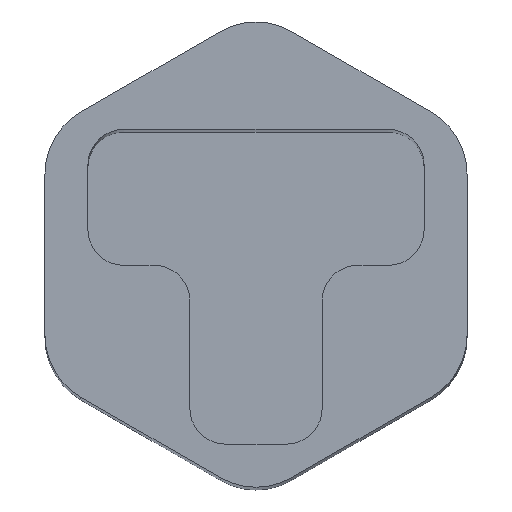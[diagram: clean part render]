
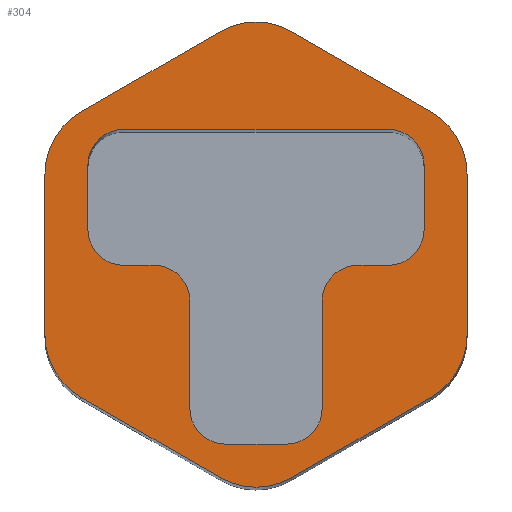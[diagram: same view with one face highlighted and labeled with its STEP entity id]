
A CAD part, top view. The second image highlights one B-rep face of the part: STEP entity #304.
In plain terms, the highlighted planar face has unit normal (0, 0, 1).
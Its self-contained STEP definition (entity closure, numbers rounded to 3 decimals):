
#39=AXIS2_PLACEMENT_3D('Circle Axis2P3D',#37,#38,$) ;
#83=AXIS2_PLACEMENT_3D('Plane Axis2P3D',#80,#81,#82) ;
#94=AXIS2_PLACEMENT_3D('Circle Axis2P3D',#92,#93,$) ;
#108=AXIS2_PLACEMENT_3D('Circle Axis2P3D',#106,#107,$) ;
#122=AXIS2_PLACEMENT_3D('Circle Axis2P3D',#120,#121,$) ;
#136=AXIS2_PLACEMENT_3D('Circle Axis2P3D',#134,#135,$) ;
#150=AXIS2_PLACEMENT_3D('Circle Axis2P3D',#148,#149,$) ;
#176=AXIS2_PLACEMENT_3D('Circle Axis2P3D',#174,#175,$) ;
#192=AXIS2_PLACEMENT_3D('Circle Axis2P3D',#190,#191,$) ;
#206=AXIS2_PLACEMENT_3D('Circle Axis2P3D',#204,#205,$) ;
#220=AXIS2_PLACEMENT_3D('Circle Axis2P3D',#218,#219,$) ;
#234=AXIS2_PLACEMENT_3D('Circle Axis2P3D',#232,#233,$) ;
#248=AXIS2_PLACEMENT_3D('Circle Axis2P3D',#246,#247,$) ;
#262=AXIS2_PLACEMENT_3D('Circle Axis2P3D',#260,#261,$) ;
#276=AXIS2_PLACEMENT_3D('Circle Axis2P3D',#274,#275,$) ;
#37=CARTESIAN_POINT('Axis2P3D Location',(2.95,5.503,28.5)) ;
#41=CARTESIAN_POINT('Vertex',(2.45,6.369,28.5)) ;
#43=CARTESIAN_POINT('Vertex',(3.45,6.369,28.5)) ;
#80=CARTESIAN_POINT('Axis2P3D Location',(0.,0.,28.5)) ;
#85=CARTESIAN_POINT('Line Origine',(1.475,5.806,28.5)) ;
#89=CARTESIAN_POINT('Vertex',(0.5,5.244,28.5)) ;
#92=CARTESIAN_POINT('Axis2P3D Location',(1.,4.377,28.5)) ;
#96=CARTESIAN_POINT('Vertex',(0.,4.377,28.5)) ;
#99=CARTESIAN_POINT('Line Origine',(0.,3.252,28.5)) ;
#103=CARTESIAN_POINT('Vertex',(0.,2.126,28.5)) ;
#106=CARTESIAN_POINT('Axis2P3D Location',(1.,2.126,28.5)) ;
#110=CARTESIAN_POINT('Vertex',(0.5,1.26,28.5)) ;
#113=CARTESIAN_POINT('Line Origine',(1.475,0.697,28.5)) ;
#117=CARTESIAN_POINT('Vertex',(2.45,0.134,28.5)) ;
#120=CARTESIAN_POINT('Axis2P3D Location',(2.95,1.,28.5)) ;
#124=CARTESIAN_POINT('Vertex',(3.45,0.134,28.5)) ;
#127=CARTESIAN_POINT('Line Origine',(4.425,0.697,28.5)) ;
#131=CARTESIAN_POINT('Vertex',(5.4,1.26,28.5)) ;
#134=CARTESIAN_POINT('Axis2P3D Location',(4.9,2.126,28.5)) ;
#138=CARTESIAN_POINT('Vertex',(5.9,2.126,28.5)) ;
#141=CARTESIAN_POINT('Line Origine',(5.9,3.252,28.5)) ;
#145=CARTESIAN_POINT('Vertex',(5.9,4.377,28.5)) ;
#148=CARTESIAN_POINT('Axis2P3D Location',(4.9,4.377,28.5)) ;
#152=CARTESIAN_POINT('Vertex',(5.4,5.244,28.5)) ;
#155=CARTESIAN_POINT('Line Origine',(4.425,5.806,28.5)) ;
#174=CARTESIAN_POINT('Axis2P3D Location',(1.1,4.501,28.5)) ;
#178=CARTESIAN_POINT('Vertex',(1.1,5.002,28.5)) ;
#180=CARTESIAN_POINT('Vertex',(0.6,4.501,28.5)) ;
#183=CARTESIAN_POINT('Line Origine',(2.95,5.002,28.5)) ;
#187=CARTESIAN_POINT('Vertex',(4.8,5.002,28.5)) ;
#190=CARTESIAN_POINT('Axis2P3D Location',(4.8,4.501,28.5)) ;
#194=CARTESIAN_POINT('Vertex',(5.3,4.501,28.5)) ;
#197=CARTESIAN_POINT('Line Origine',(5.3,4.052,28.5)) ;
#201=CARTESIAN_POINT('Vertex',(5.3,3.602,28.5)) ;
#204=CARTESIAN_POINT('Axis2P3D Location',(4.8,3.602,28.5)) ;
#208=CARTESIAN_POINT('Vertex',(4.8,3.102,28.5)) ;
#211=CARTESIAN_POINT('Line Origine',(4.588,3.102,28.5)) ;
#215=CARTESIAN_POINT('Vertex',(4.375,3.102,28.5)) ;
#218=CARTESIAN_POINT('Axis2P3D Location',(4.375,2.601,28.5)) ;
#222=CARTESIAN_POINT('Vertex',(3.875,2.601,28.5)) ;
#225=CARTESIAN_POINT('Line Origine',(3.875,1.852,28.5)) ;
#229=CARTESIAN_POINT('Vertex',(3.875,1.102,28.5)) ;
#232=CARTESIAN_POINT('Axis2P3D Location',(3.375,1.102,28.5)) ;
#236=CARTESIAN_POINT('Vertex',(3.375,0.602,28.5)) ;
#239=CARTESIAN_POINT('Line Origine',(2.95,0.602,28.5)) ;
#243=CARTESIAN_POINT('Vertex',(2.525,0.602,28.5)) ;
#246=CARTESIAN_POINT('Axis2P3D Location',(2.525,1.102,28.5)) ;
#250=CARTESIAN_POINT('Vertex',(2.025,1.102,28.5)) ;
#253=CARTESIAN_POINT('Line Origine',(2.025,1.852,28.5)) ;
#257=CARTESIAN_POINT('Vertex',(2.025,2.601,28.5)) ;
#260=CARTESIAN_POINT('Axis2P3D Location',(1.525,2.601,28.5)) ;
#264=CARTESIAN_POINT('Vertex',(1.525,3.102,28.5)) ;
#267=CARTESIAN_POINT('Line Origine',(1.312,3.102,28.5)) ;
#271=CARTESIAN_POINT('Vertex',(1.1,3.102,28.5)) ;
#274=CARTESIAN_POINT('Axis2P3D Location',(1.1,3.602,28.5)) ;
#278=CARTESIAN_POINT('Vertex',(0.6,3.602,28.5)) ;
#281=CARTESIAN_POINT('Line Origine',(0.6,4.052,28.5)) ;
#38=DIRECTION('Axis2P3D Direction',(0.,0.,-1.)) ;
#81=DIRECTION('Axis2P3D Direction',(0.,0.,-1.)) ;
#82=DIRECTION('Axis2P3D XDirection',(-1.,0.,0.)) ;
#86=DIRECTION('Vector Direction',(-0.866,-0.5,0.)) ;
#93=DIRECTION('Axis2P3D Direction',(0.,0.,-1.)) ;
#100=DIRECTION('Vector Direction',(0.,-1.,0.)) ;
#107=DIRECTION('Axis2P3D Direction',(0.,0.,-1.)) ;
#114=DIRECTION('Vector Direction',(0.866,-0.5,0.)) ;
#121=DIRECTION('Axis2P3D Direction',(0.,0.,-1.)) ;
#128=DIRECTION('Vector Direction',(0.866,0.5,0.)) ;
#135=DIRECTION('Axis2P3D Direction',(0.,0.,-1.)) ;
#142=DIRECTION('Vector Direction',(0.,1.,0.)) ;
#149=DIRECTION('Axis2P3D Direction',(0.,0.,-1.)) ;
#156=DIRECTION('Vector Direction',(-0.866,0.5,0.)) ;
#175=DIRECTION('Axis2P3D Direction',(0.,0.,-1.)) ;
#184=DIRECTION('Vector Direction',(1.,0.,0.)) ;
#191=DIRECTION('Axis2P3D Direction',(0.,0.,-1.)) ;
#198=DIRECTION('Vector Direction',(0.,-1.,0.)) ;
#205=DIRECTION('Axis2P3D Direction',(0.,0.,-1.)) ;
#212=DIRECTION('Vector Direction',(-1.,0.,0.)) ;
#219=DIRECTION('Axis2P3D Direction',(0.,0.,-1.)) ;
#226=DIRECTION('Vector Direction',(0.,-1.,0.)) ;
#233=DIRECTION('Axis2P3D Direction',(0.,0.,-1.)) ;
#240=DIRECTION('Vector Direction',(-1.,0.,0.)) ;
#247=DIRECTION('Axis2P3D Direction',(0.,0.,-1.)) ;
#254=DIRECTION('Vector Direction',(0.,1.,0.)) ;
#261=DIRECTION('Axis2P3D Direction',(0.,0.,-1.)) ;
#268=DIRECTION('Vector Direction',(-1.,0.,0.)) ;
#275=DIRECTION('Axis2P3D Direction',(0.,0.,-1.)) ;
#282=DIRECTION('Vector Direction',(0.,1.,0.)) ;
#87=VECTOR('Line Direction',#86,1.) ;
#101=VECTOR('Line Direction',#100,1.) ;
#115=VECTOR('Line Direction',#114,1.) ;
#129=VECTOR('Line Direction',#128,1.) ;
#143=VECTOR('Line Direction',#142,1.) ;
#157=VECTOR('Line Direction',#156,1.) ;
#185=VECTOR('Line Direction',#184,1.) ;
#199=VECTOR('Line Direction',#198,1.) ;
#213=VECTOR('Line Direction',#212,1.) ;
#227=VECTOR('Line Direction',#226,1.) ;
#241=VECTOR('Line Direction',#240,1.) ;
#255=VECTOR('Line Direction',#254,1.) ;
#269=VECTOR('Line Direction',#268,1.) ;
#283=VECTOR('Line Direction',#282,1.) ;
#161=ORIENTED_EDGE('',*,*,#91,.F.) ;
#162=ORIENTED_EDGE('',*,*,#98,.F.) ;
#163=ORIENTED_EDGE('',*,*,#105,.F.) ;
#164=ORIENTED_EDGE('',*,*,#112,.F.) ;
#165=ORIENTED_EDGE('',*,*,#119,.F.) ;
#166=ORIENTED_EDGE('',*,*,#126,.F.) ;
#167=ORIENTED_EDGE('',*,*,#133,.F.) ;
#168=ORIENTED_EDGE('',*,*,#140,.F.) ;
#169=ORIENTED_EDGE('',*,*,#147,.F.) ;
#170=ORIENTED_EDGE('',*,*,#154,.F.) ;
#171=ORIENTED_EDGE('',*,*,#159,.F.) ;
#172=ORIENTED_EDGE('',*,*,#45,.F.) ;
#287=ORIENTED_EDGE('',*,*,#182,.F.) ;
#288=ORIENTED_EDGE('',*,*,#189,.F.) ;
#289=ORIENTED_EDGE('',*,*,#196,.F.) ;
#290=ORIENTED_EDGE('',*,*,#203,.F.) ;
#291=ORIENTED_EDGE('',*,*,#210,.F.) ;
#292=ORIENTED_EDGE('',*,*,#217,.F.) ;
#293=ORIENTED_EDGE('',*,*,#224,.F.) ;
#294=ORIENTED_EDGE('',*,*,#231,.F.) ;
#295=ORIENTED_EDGE('',*,*,#238,.F.) ;
#296=ORIENTED_EDGE('',*,*,#245,.F.) ;
#297=ORIENTED_EDGE('',*,*,#252,.F.) ;
#298=ORIENTED_EDGE('',*,*,#259,.F.) ;
#299=ORIENTED_EDGE('',*,*,#266,.F.) ;
#300=ORIENTED_EDGE('',*,*,#273,.F.) ;
#301=ORIENTED_EDGE('',*,*,#280,.F.) ;
#302=ORIENTED_EDGE('',*,*,#285,.F.) ;
#303=FACE_BOUND('',#286,.T.) ;
#304=ADVANCED_FACE('Hauptkoerper',(#173,#303),#84,.F.) ;
#40=CIRCLE('generated circle',#39,1.) ;
#95=CIRCLE('generated circle',#94,1.) ;
#109=CIRCLE('generated circle',#108,1.) ;
#123=CIRCLE('generated circle',#122,1.) ;
#137=CIRCLE('generated circle',#136,1.) ;
#151=CIRCLE('generated circle',#150,1.) ;
#177=CIRCLE('generated circle',#176,0.5) ;
#193=CIRCLE('generated circle',#192,0.5) ;
#207=CIRCLE('generated circle',#206,0.5) ;
#221=CIRCLE('generated circle',#220,0.5) ;
#235=CIRCLE('generated circle',#234,0.5) ;
#249=CIRCLE('generated circle',#248,0.5) ;
#263=CIRCLE('generated circle',#262,0.5) ;
#277=CIRCLE('generated circle',#276,0.5) ;
#45=EDGE_CURVE('',#42,#44,#40,.T.) ;
#91=EDGE_CURVE('',#90,#42,#88,.F.) ;
#98=EDGE_CURVE('',#97,#90,#95,.T.) ;
#105=EDGE_CURVE('',#104,#97,#102,.F.) ;
#112=EDGE_CURVE('',#111,#104,#109,.T.) ;
#119=EDGE_CURVE('',#118,#111,#116,.F.) ;
#126=EDGE_CURVE('',#125,#118,#123,.T.) ;
#133=EDGE_CURVE('',#132,#125,#130,.F.) ;
#140=EDGE_CURVE('',#139,#132,#137,.T.) ;
#147=EDGE_CURVE('',#146,#139,#144,.F.) ;
#154=EDGE_CURVE('',#153,#146,#151,.T.) ;
#159=EDGE_CURVE('',#44,#153,#158,.F.) ;
#182=EDGE_CURVE('',#179,#181,#177,.F.) ;
#189=EDGE_CURVE('',#188,#179,#186,.F.) ;
#196=EDGE_CURVE('',#195,#188,#193,.F.) ;
#203=EDGE_CURVE('',#202,#195,#200,.F.) ;
#210=EDGE_CURVE('',#209,#202,#207,.F.) ;
#217=EDGE_CURVE('',#216,#209,#214,.F.) ;
#224=EDGE_CURVE('',#223,#216,#221,.T.) ;
#231=EDGE_CURVE('',#230,#223,#228,.F.) ;
#238=EDGE_CURVE('',#237,#230,#235,.F.) ;
#245=EDGE_CURVE('',#244,#237,#242,.F.) ;
#252=EDGE_CURVE('',#251,#244,#249,.F.) ;
#259=EDGE_CURVE('',#258,#251,#256,.F.) ;
#266=EDGE_CURVE('',#265,#258,#263,.T.) ;
#273=EDGE_CURVE('',#272,#265,#270,.F.) ;
#280=EDGE_CURVE('',#279,#272,#277,.F.) ;
#285=EDGE_CURVE('',#181,#279,#284,.F.) ;
#160=EDGE_LOOP('',(#161,#162,#163,#164,#165,#166,#167,#168,#169,#170,#171,#172)) ;
#286=EDGE_LOOP('',(#287,#288,#289,#290,#291,#292,#293,#294,#295,#296,#297,#298,#299,#300,#301,#302)) ;
#173=FACE_OUTER_BOUND('',#160,.T.) ;
#88=LINE('Line',#85,#87) ;
#102=LINE('Line',#99,#101) ;
#116=LINE('Line',#113,#115) ;
#130=LINE('Line',#127,#129) ;
#144=LINE('Line',#141,#143) ;
#158=LINE('Line',#155,#157) ;
#186=LINE('Line',#183,#185) ;
#200=LINE('Line',#197,#199) ;
#214=LINE('Line',#211,#213) ;
#228=LINE('Line',#225,#227) ;
#242=LINE('Line',#239,#241) ;
#256=LINE('Line',#253,#255) ;
#270=LINE('Line',#267,#269) ;
#284=LINE('Line',#281,#283) ;
#84=PLANE('',#83) ;
#42=VERTEX_POINT('',#41) ;
#44=VERTEX_POINT('',#43) ;
#90=VERTEX_POINT('',#89) ;
#97=VERTEX_POINT('',#96) ;
#104=VERTEX_POINT('',#103) ;
#111=VERTEX_POINT('',#110) ;
#118=VERTEX_POINT('',#117) ;
#125=VERTEX_POINT('',#124) ;
#132=VERTEX_POINT('',#131) ;
#139=VERTEX_POINT('',#138) ;
#146=VERTEX_POINT('',#145) ;
#153=VERTEX_POINT('',#152) ;
#179=VERTEX_POINT('',#178) ;
#181=VERTEX_POINT('',#180) ;
#188=VERTEX_POINT('',#187) ;
#195=VERTEX_POINT('',#194) ;
#202=VERTEX_POINT('',#201) ;
#209=VERTEX_POINT('',#208) ;
#216=VERTEX_POINT('',#215) ;
#223=VERTEX_POINT('',#222) ;
#230=VERTEX_POINT('',#229) ;
#237=VERTEX_POINT('',#236) ;
#244=VERTEX_POINT('',#243) ;
#251=VERTEX_POINT('',#250) ;
#258=VERTEX_POINT('',#257) ;
#265=VERTEX_POINT('',#264) ;
#272=VERTEX_POINT('',#271) ;
#279=VERTEX_POINT('',#278) ;
